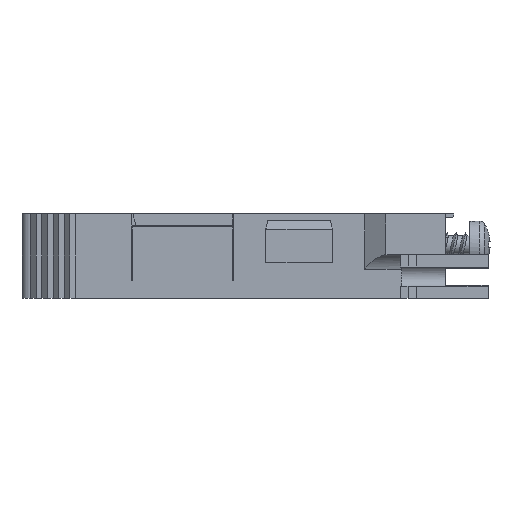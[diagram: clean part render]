
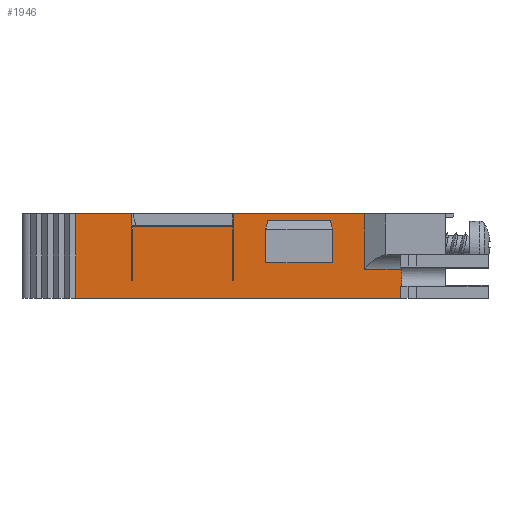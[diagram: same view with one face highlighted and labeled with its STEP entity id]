
A CAD part, left-side view. The second image highlights one B-rep face of the part: STEP entity #1946.
In plain terms, the highlighted planar face has unit normal (-1, 0, 0).
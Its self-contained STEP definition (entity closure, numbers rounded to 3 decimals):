
#725=FACE_BOUND('',#4578,.T.);
#726=FACE_BOUND('',#4579,.T.);
#1946=ADVANCED_FACE('',(#725,#726),#2919,.T.);
#2919=PLANE('',#19421);
#4578=EDGE_LOOP('',(#7171,#7172,#7173,#7174));
#4579=EDGE_LOOP('',(#7175,#7176,#7177,#7178,#7179,#7180,#7181,#7182,#7183,
#7184,#7185,#7186,#7187,#7188));
#7171=ORIENTED_EDGE('',*,*,#13127,.T.);
#7172=ORIENTED_EDGE('',*,*,#13087,.T.);
#7173=ORIENTED_EDGE('',*,*,#13095,.T.);
#7174=ORIENTED_EDGE('',*,*,#13126,.T.);
#7175=ORIENTED_EDGE('',*,*,#13687,.T.);
#7176=ORIENTED_EDGE('',*,*,#13686,.T.);
#7177=ORIENTED_EDGE('',*,*,#13681,.T.);
#7178=ORIENTED_EDGE('',*,*,#13544,.T.);
#7179=ORIENTED_EDGE('',*,*,#12675,.F.);
#7180=ORIENTED_EDGE('',*,*,#13688,.T.);
#7181=ORIENTED_EDGE('',*,*,#13689,.T.);
#7182=ORIENTED_EDGE('',*,*,#13690,.F.);
#7183=ORIENTED_EDGE('',*,*,#12680,.F.);
#7184=ORIENTED_EDGE('',*,*,#13177,.T.);
#7185=ORIENTED_EDGE('',*,*,#13691,.T.);
#7186=ORIENTED_EDGE('',*,*,#13692,.T.);
#7187=ORIENTED_EDGE('',*,*,#13693,.F.);
#7188=ORIENTED_EDGE('',*,*,#13520,.T.);
#10871=VERTEX_POINT('',#25373);
#10872=VERTEX_POINT('',#25375);
#10874=VERTEX_POINT('',#25380);
#10876=VERTEX_POINT('',#25384);
#11204=VERTEX_POINT('',#26334);
#11205=VERTEX_POINT('',#26336);
#11211=VERTEX_POINT('',#26351);
#11227=VERTEX_POINT('',#26435);
#11254=VERTEX_POINT('',#26534);
#11467=VERTEX_POINT('',#27243);
#11468=VERTEX_POINT('',#27245);
#11482=VERTEX_POINT('',#27298);
#11561=VERTEX_POINT('',#27582);
#11565=VERTEX_POINT('',#27595);
#11566=VERTEX_POINT('',#27601);
#11567=VERTEX_POINT('',#27603);
#11568=VERTEX_POINT('',#27606);
#11569=VERTEX_POINT('',#27608);
#12675=EDGE_CURVE('',#10871,#10872,#15362,.T.);
#12680=EDGE_CURVE('',#10876,#10874,#15367,.T.);
#13087=EDGE_CURVE('',#11205,#11204,#15732,.T.);
#13095=EDGE_CURVE('',#11204,#11211,#15739,.T.);
#13126=EDGE_CURVE('',#11211,#11227,#15764,.T.);
#13127=EDGE_CURVE('',#11227,#11205,#15765,.T.);
#13177=EDGE_CURVE('',#10876,#11254,#15811,.T.);
#13520=EDGE_CURVE('',#11468,#11467,#16114,.T.);
#13544=EDGE_CURVE('',#11482,#10872,#16136,.T.);
#13681=EDGE_CURVE('',#11561,#11482,#16263,.T.);
#13686=EDGE_CURVE('',#11565,#11561,#16267,.T.);
#13687=EDGE_CURVE('',#11467,#11565,#16268,.T.);
#13688=EDGE_CURVE('',#10871,#11566,#16269,.T.);
#13689=EDGE_CURVE('',#11566,#11567,#16270,.T.);
#13690=EDGE_CURVE('',#10874,#11567,#16271,.T.);
#13691=EDGE_CURVE('',#11254,#11568,#16272,.T.);
#13692=EDGE_CURVE('',#11568,#11569,#16273,.T.);
#13693=EDGE_CURVE('',#11468,#11569,#16274,.T.);
#15362=LINE('',#25374,#17253);
#15367=LINE('',#25385,#17258);
#15732=LINE('',#26335,#17623);
#15739=LINE('',#26350,#17630);
#15764=LINE('',#26436,#17655);
#15765=LINE('',#26438,#17656);
#15811=LINE('',#26535,#17702);
#16114=LINE('',#27244,#18005);
#16136=LINE('',#27297,#18027);
#16263=LINE('',#27587,#18154);
#16267=LINE('',#27596,#18158);
#16268=LINE('',#27598,#18159);
#16269=LINE('',#27600,#18160);
#16270=LINE('',#27602,#18161);
#16271=LINE('',#27604,#18162);
#16272=LINE('',#27605,#18163);
#16273=LINE('',#27607,#18164);
#16274=LINE('',#27609,#18165);
#17253=VECTOR('',#20599,1.);
#17258=VECTOR('',#20606,1.);
#17623=VECTOR('',#21149,1.);
#17630=VECTOR('',#21160,1.);
#17655=VECTOR('',#21221,1.);
#17656=VECTOR('',#21224,1.);
#17702=VECTOR('',#21318,1.);
#18005=VECTOR('',#21931,1.);
#18027=VECTOR('',#21967,1.);
#18154=VECTOR('',#22200,1.);
#18158=VECTOR('',#22210,1.);
#18159=VECTOR('',#22213,1.);
#18160=VECTOR('',#22216,1.);
#18161=VECTOR('',#22217,1.);
#18162=VECTOR('',#22218,1.);
#18163=VECTOR('',#22219,1.);
#18164=VECTOR('',#22220,1.);
#18165=VECTOR('',#22221,1.);
#19421=AXIS2_PLACEMENT_3D('',#27610,#22222,#22223);
#20599=DIRECTION('',(0.,-1.,0.));
#20606=DIRECTION('',(0.,-1.,0.));
#21149=DIRECTION('',(0.,-1.,0.));
#21160=DIRECTION('',(0.,0.,-1.));
#21221=DIRECTION('',(0.,1.,0.));
#21224=DIRECTION('',(0.,0.,1.));
#21318=DIRECTION('',(0.,0.,1.));
#21931=DIRECTION('',(0.,0.,1.));
#21967=DIRECTION('',(0.,0.,-1.));
#22200=DIRECTION('',(0.,1.,0.));
#22210=DIRECTION('',(0.,0.,1.));
#22213=DIRECTION('',(0.,1.,0.));
#22216=DIRECTION('',(0.,0.,1.));
#22217=DIRECTION('',(0.,1.,0.));
#22218=DIRECTION('',(0.,0.,1.));
#22219=DIRECTION('',(0.,1.,0.));
#22220=DIRECTION('',(0.,0.,-1.));
#22221=DIRECTION('',(0.,1.,0.));
#22222=DIRECTION('',(-1.,0.,0.));
#22223=DIRECTION('',(0.,1.,0.));
#25373=CARTESIAN_POINT('',(-53.727,4.154,0.));
#25374=CARTESIAN_POINT('',(-53.727,16.054,0.));
#25375=CARTESIAN_POINT('',(-53.727,4.004,0.));
#25380=CARTESIAN_POINT('',(-53.727,15.904,0.));
#25384=CARTESIAN_POINT('',(-53.727,16.054,0.));
#25385=CARTESIAN_POINT('',(-53.727,16.054,0.));
#26334=CARTESIAN_POINT('',(-53.727,-5.121,7.1));
#26335=CARTESIAN_POINT('',(-53.727,-2.321,7.1));
#26336=CARTESIAN_POINT('',(-53.727,-2.321,7.1));
#26350=CARTESIAN_POINT('',(-53.727,-5.121,7.1));
#26351=CARTESIAN_POINT('',(-53.727,-5.121,2.12));
#26435=CARTESIAN_POINT('',(-53.727,-2.321,2.12));
#26436=CARTESIAN_POINT('',(-53.727,-5.121,2.12));
#26438=CARTESIAN_POINT('',(-53.727,-2.321,2.12));
#26534=CARTESIAN_POINT('',(-53.727,16.054,7.9));
#26535=CARTESIAN_POINT('',(-53.727,16.054,0.));
#27243=CARTESIAN_POINT('',(-53.727,-15.897,1.346));
#27244=CARTESIAN_POINT('',(-53.727,-15.897,-2.05));
#27245=CARTESIAN_POINT('',(-53.727,-15.897,-2.05));
#27297=CARTESIAN_POINT('',(-53.727,4.004,7.9));
#27298=CARTESIAN_POINT('',(-53.727,4.004,7.9));
#27582=CARTESIAN_POINT('',(-53.727,-11.442,7.9));
#27587=CARTESIAN_POINT('',(-53.727,-11.442,7.9));
#27595=CARTESIAN_POINT('',(-53.727,-11.442,1.346));
#27596=CARTESIAN_POINT('',(-53.727,-11.442,1.346));
#27598=CARTESIAN_POINT('',(-53.727,-15.897,1.346));
#27600=CARTESIAN_POINT('',(-53.727,4.154,0.));
#27601=CARTESIAN_POINT('',(-53.727,4.154,6.35));
#27602=CARTESIAN_POINT('',(-53.727,4.154,6.35));
#27603=CARTESIAN_POINT('',(-53.727,15.904,6.35));
#27604=CARTESIAN_POINT('',(-53.727,15.904,0.));
#27605=CARTESIAN_POINT('',(-53.727,16.054,7.9));
#27606=CARTESIAN_POINT('',(-53.727,22.629,7.9));
#27607=CARTESIAN_POINT('',(-53.727,22.629,7.9));
#27608=CARTESIAN_POINT('',(-53.727,22.629,-2.05));
#27609=CARTESIAN_POINT('',(-53.727,-15.897,-2.05));
#27610=CARTESIAN_POINT('',(-53.727,-15.897,8.));
